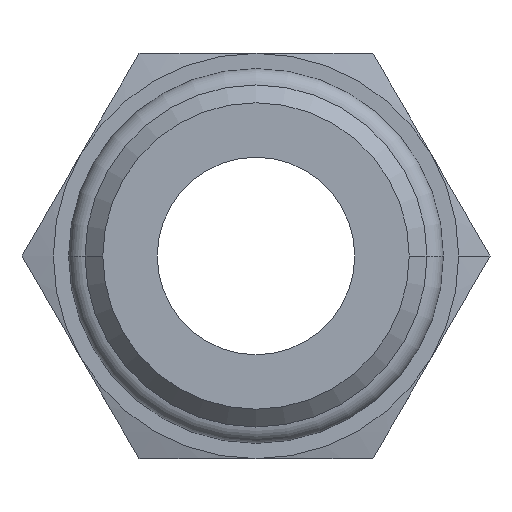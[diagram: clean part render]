
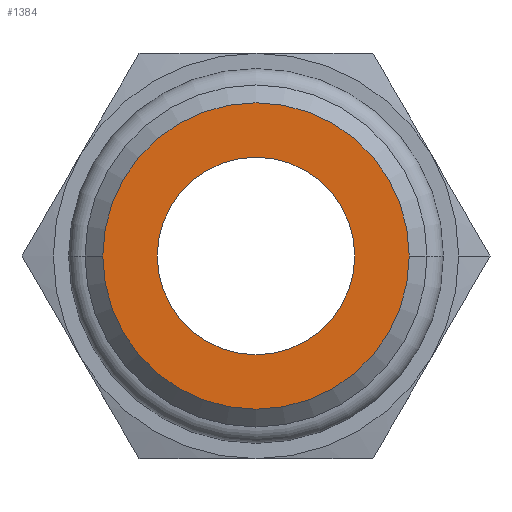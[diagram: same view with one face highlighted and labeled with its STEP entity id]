
A CAD part, left-side view. The second image highlights one B-rep face of the part: STEP entity #1384.
In plain terms, the highlighted planar face has unit normal (-1, 0, 0).
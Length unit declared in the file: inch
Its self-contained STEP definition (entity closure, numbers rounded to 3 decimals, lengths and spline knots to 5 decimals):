
#405=CARTESIAN_POINT('',(-0.985,0.,0.));
#406=DIRECTION('',(-1.,0.,0.));
#407=DIRECTION('',(0.,1.,0.));
#408=AXIS2_PLACEMENT_3D('',#405,#406,#407);
#410=CARTESIAN_POINT('',(-0.985,0.,0.));
#411=DIRECTION('',(-1.,0.,0.));
#412=DIRECTION('',(0.,-1.,0.));
#413=AXIS2_PLACEMENT_3D('',#410,#411,#412);
#415=CARTESIAN_POINT('',(-0.985,0.,0.));
#416=DIRECTION('',(1.,0.,0.));
#417=DIRECTION('',(0.,-1.,0.));
#418=AXIS2_PLACEMENT_3D('',#415,#416,#417);
#420=CARTESIAN_POINT('',(-0.985,0.,0.));
#421=DIRECTION('',(1.,0.,0.));
#422=DIRECTION('',(0.,1.,0.));
#423=AXIS2_PLACEMENT_3D('',#420,#421,#422);
#634=CARTESIAN_POINT('',(-0.985,-0.3045,0.));
#635=VERTEX_POINT('',#634);
#636=CARTESIAN_POINT('',(-0.985,0.3045,0.));
#637=VERTEX_POINT('',#636);
#662=CARTESIAN_POINT('',(-0.985,0.4725,0.));
#663=CARTESIAN_POINT('',(-0.985,-0.4725,0.));
#664=VERTEX_POINT('',#662);
#665=VERTEX_POINT('',#663);
#1368=CARTESIAN_POINT('',(-0.985,0.,0.));
#1369=DIRECTION('',(-1.,0.,0.));
#1370=DIRECTION('',(0.,0.,1.));
#1371=AXIS2_PLACEMENT_3D('',#1368,#1369,#1370);
#1372=PLANE('',#1371);
#1374=ORIENTED_EDGE('',*,*,#1373,.F.);
#1375=ORIENTED_EDGE('',*,*,#1358,.F.);
#1376=EDGE_LOOP('',(#1374,#1375));
#1377=FACE_OUTER_BOUND('',#1376,.F.);
#1379=ORIENTED_EDGE('',*,*,#1378,.F.);
#1381=ORIENTED_EDGE('',*,*,#1380,.F.);
#1382=EDGE_LOOP('',(#1379,#1381));
#1383=FACE_BOUND('',#1382,.F.);
#1384=ADVANCED_FACE('',(#1377,#1383),#1372,.T.);
#409=CIRCLE('',#408,0.4725);
#414=CIRCLE('',#413,0.4725);
#419=CIRCLE('',#418,0.3045);
#424=CIRCLE('',#423,0.3045);
#1358=EDGE_CURVE('',#665,#664,#414,.T.);
#1373=EDGE_CURVE('',#664,#665,#409,.T.);
#1378=EDGE_CURVE('',#635,#637,#419,.T.);
#1380=EDGE_CURVE('',#637,#635,#424,.T.);
